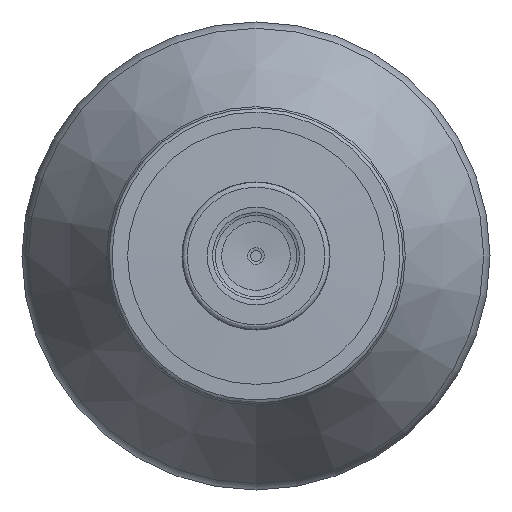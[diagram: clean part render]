
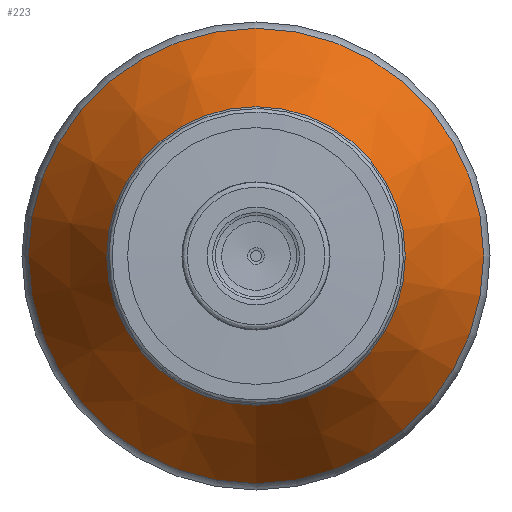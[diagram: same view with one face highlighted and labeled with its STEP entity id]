
A CAD part, left-side view. The second image highlights one B-rep face of the part: STEP entity #223.
In plain terms, the highlighted conical face has half-angle 31.422 degrees and reference radius 26.267 mm.
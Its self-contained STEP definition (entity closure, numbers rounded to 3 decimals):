
#113=CONICAL_SURFACE('',#589,26.267,31.422);
#156=FACE_BOUND('',#292,.T.);
#157=FACE_BOUND('',#293,.T.);
#223=ADVANCED_FACE('',(#156,#157),#113,.T.);
#292=EDGE_LOOP('',(#376));
#293=EDGE_LOOP('',(#377));
#376=ORIENTED_EDGE('',*,*,#488,.T.);
#377=ORIENTED_EDGE('',*,*,#487,.F.);
#445=VERTEX_POINT('',#851);
#446=VERTEX_POINT('',#854);
#487=EDGE_CURVE('',#445,#445,#529,.T.);
#488=EDGE_CURVE('',#446,#446,#530,.T.);
#529=CIRCLE('',#586,26.267);
#530=CIRCLE('',#588,17.233);
#586=AXIS2_PLACEMENT_3D('',#850,#689,#690);
#588=AXIS2_PLACEMENT_3D('',#853,#693,#694);
#589=AXIS2_PLACEMENT_3D('',#855,#695,#696);
#689=DIRECTION('',(1.,0.,0.));
#690=DIRECTION('',(0.,0.,1.));
#693=DIRECTION('',(1.,0.,0.));
#694=DIRECTION('',(0.,0.,1.));
#695=DIRECTION('',(1.,0.,0.));
#696=DIRECTION('',(0.,0.,-1.));
#850=CARTESIAN_POINT('',(123.393,0.,0.));
#851=CARTESIAN_POINT('',(123.393,0.,26.267));
#853=CARTESIAN_POINT('',(108.607,0.,0.));
#854=CARTESIAN_POINT('',(108.607,0.,17.233));
#855=CARTESIAN_POINT('',(123.393,0.,0.));
